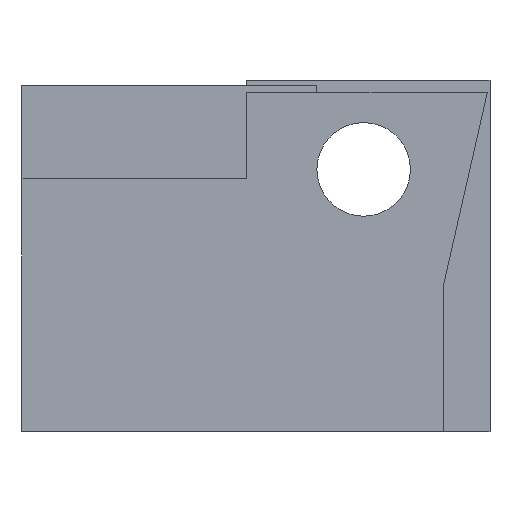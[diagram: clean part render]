
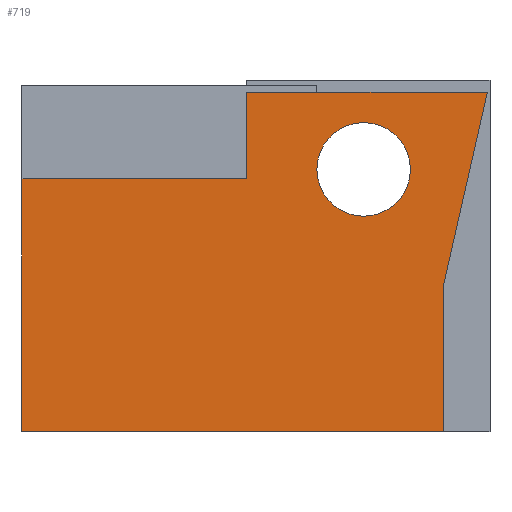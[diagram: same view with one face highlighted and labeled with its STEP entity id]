
A CAD part, front view. The second image highlights one B-rep face of the part: STEP entity #719.
In plain terms, the highlighted planar face has unit normal (0, -1, 0).
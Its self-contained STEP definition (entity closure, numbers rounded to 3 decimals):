
#266 = VERTEX_POINT('',#267);
#267 = CARTESIAN_POINT('',(18.,1.87,0.4));
#273 = EDGE_CURVE('',#266,#274,#276,.T.);
#274 = VERTEX_POINT('',#275);
#275 = CARTESIAN_POINT('',(18.,1.87,3.5));
#276 = LINE('',#277,#278);
#277 = CARTESIAN_POINT('',(18.,1.87,5.8));
#278 = VECTOR('',#279,1.);
#279 = DIRECTION('',(0.,0.,1.));
#524 = EDGE_CURVE('',#266,#525,#527,.T.);
#525 = VERTEX_POINT('',#526);
#526 = CARTESIAN_POINT('',(9.,1.87,0.4));
#527 = LINE('',#528,#529);
#528 = CARTESIAN_POINT('',(18.,1.87,0.4));
#529 = VECTOR('',#530,1.);
#530 = DIRECTION('',(-1.,-0.,-0.));
#719 = ADVANCED_FACE('',(#720,#762),#773,.T.);
#720 = FACE_BOUND('',#721,.F.);
#721 = EDGE_LOOP('',(#722,#723,#724,#732,#740,#748,#756));
#722 = ORIENTED_EDGE('',*,*,#273,.F.);
#723 = ORIENTED_EDGE('',*,*,#524,.T.);
#724 = ORIENTED_EDGE('',*,*,#725,.T.);
#725 = EDGE_CURVE('',#525,#726,#728,.T.);
#726 = VERTEX_POINT('',#727);
#727 = CARTESIAN_POINT('',(9.,1.87,5.8));
#728 = LINE('',#729,#730);
#729 = CARTESIAN_POINT('',(9.,1.87,0.));
#730 = VECTOR('',#731,1.);
#731 = DIRECTION('',(0.,0.,1.));
#732 = ORIENTED_EDGE('',*,*,#733,.F.);
#733 = EDGE_CURVE('',#734,#726,#736,.T.);
#734 = VERTEX_POINT('',#735);
#735 = CARTESIAN_POINT('',(13.8,1.87,5.8));
#736 = LINE('',#737,#738);
#737 = CARTESIAN_POINT('',(18.,1.87,5.8));
#738 = VECTOR('',#739,1.);
#739 = DIRECTION('',(-1.,-0.,-0.));
#740 = ORIENTED_EDGE('',*,*,#741,.T.);
#741 = EDGE_CURVE('',#734,#742,#744,.T.);
#742 = VERTEX_POINT('',#743);
#743 = CARTESIAN_POINT('',(13.8,1.87,7.65));
#744 = LINE('',#745,#746);
#745 = CARTESIAN_POINT('',(13.8,1.87,5.8));
#746 = VECTOR('',#747,1.);
#747 = DIRECTION('',(0.,0.,1.));
#748 = ORIENTED_EDGE('',*,*,#749,.F.);
#749 = EDGE_CURVE('',#750,#742,#752,.T.);
#750 = VERTEX_POINT('',#751);
#751 = CARTESIAN_POINT('',(18.943,1.87,7.65));
#752 = LINE('',#753,#754);
#753 = CARTESIAN_POINT('',(14.,1.87,7.65));
#754 = VECTOR('',#755,1.);
#755 = DIRECTION('',(-1.,-0.,-0.));
#756 = ORIENTED_EDGE('',*,*,#757,.F.);
#757 = EDGE_CURVE('',#274,#750,#758,.T.);
#758 = LINE('',#759,#760);
#759 = CARTESIAN_POINT('',(18.,1.87,3.5));
#760 = VECTOR('',#761,1.);
#761 = DIRECTION('',(0.222,0.,0.975));
#762 = FACE_BOUND('',#763,.F.);
#763 = EDGE_LOOP('',(#764));
#764 = ORIENTED_EDGE('',*,*,#765,.F.);
#765 = EDGE_CURVE('',#766,#766,#768,.T.);
#766 = VERTEX_POINT('',#767);
#767 = CARTESIAN_POINT('',(15.3,1.87,6.));
#768 = CIRCLE('',#769,1.);
#769 = AXIS2_PLACEMENT_3D('',#770,#771,#772);
#770 = CARTESIAN_POINT('',(16.3,1.87,6.));
#771 = DIRECTION('',(0.,1.,0.));
#772 = DIRECTION('',(-1.,0.,0.));
#773 = PLANE('',#774);
#774 = AXIS2_PLACEMENT_3D('',#775,#776,#777);
#775 = CARTESIAN_POINT('',(14.196,1.87,3.804));
#776 = DIRECTION('',(0.,-1.,0.));
#777 = DIRECTION('',(0.,0.,1.));
